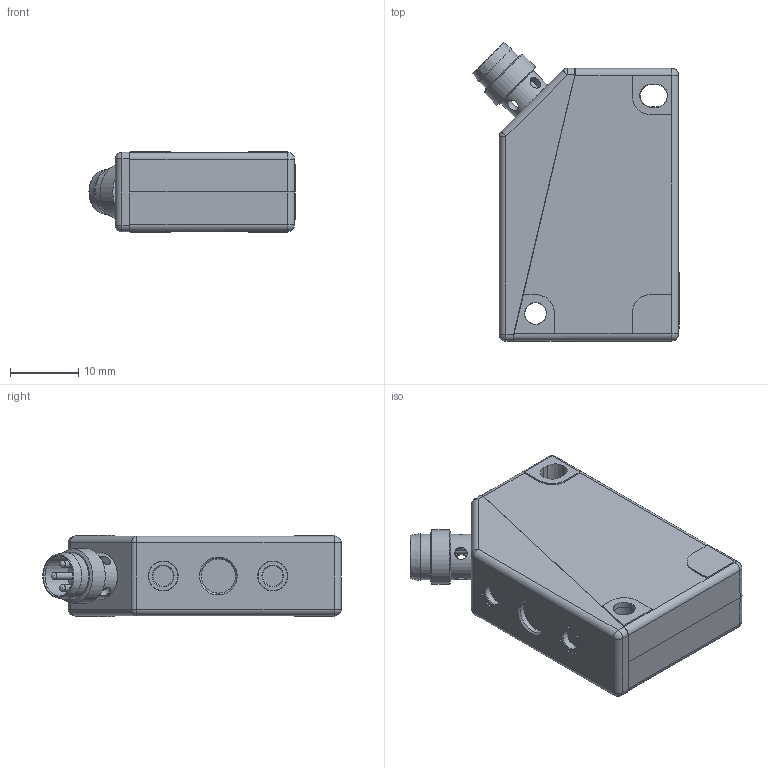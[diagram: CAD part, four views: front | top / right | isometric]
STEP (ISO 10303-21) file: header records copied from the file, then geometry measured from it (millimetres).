
FILE_DESCRIPTION(('FreeCAD Model'),'2;1');
FILE_NAME('DCR_40_K_xx_xxK-TSL.step','2017-03-23T18:36:51', ('FreeCAD'),('FreeCAD'),'Open CASCADE STEP processor 6.7','FreeCAD', 'Unknown');
FILE_SCHEMA(('AUTOMOTIVE_DESIGN_CC2 { 1 2 10303 214 -1 1 5 4 }'));
Products named in the file (1): DCR_40_K_xx_xxK-TSL
Bounding box: 30.28 x 43.83 x 12.02 mm (x, y, z)
Volume: 11196.3 mm3; surface area: 6094 mm2
Topology: 1 solids, 22 shells, 522 faces, 1301 edges, 845 vertices
Faces by surface type: plane 249, cylinder 101, cone 76, bspline 70, sphere 15, torus 11
Full cylindrical faces by diameter (mm): 1 x7, 1.8 x4, 3 x3, 4.8 x1, 5.8 x1, 5.9 x1, 6.7 x2, 8 x1
Entity records: 48662 total; most frequent: CARTESIAN_POINT 25154, DIRECTION 3593, ORIENTED_EDGE 2594, PCURVE 2594, DEFINITIONAL_REPRESENTATION 2594, LINE 1784, VECTOR 1784, B_SPLINE_CURVE_WITH_KNOTS 1442
